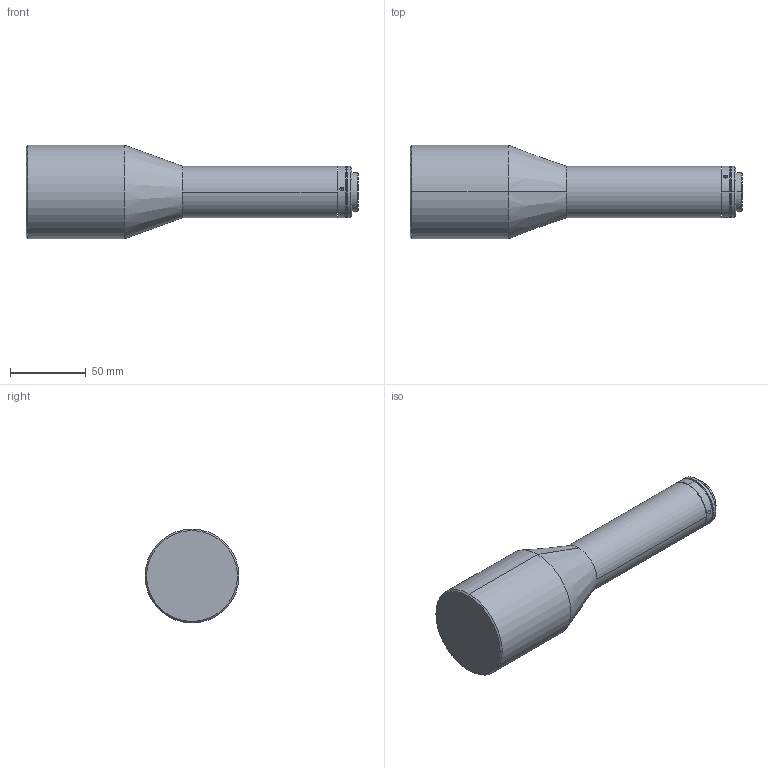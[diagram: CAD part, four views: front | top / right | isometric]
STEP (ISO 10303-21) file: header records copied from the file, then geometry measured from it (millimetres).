
FILE_DESCRIPTION (( 'STEP AP203' ), '1' );
FILE_NAME ('WWK055-220-110.STEP', '2019-12-03T06:06:34', ( 'Windows 蚚誧' ), ( '' ), 'SwSTEP 2.0', 'SolidWorks 2017', '' );
FILE_SCHEMA (( 'CONFIG_CONTROL_DESIGN' ));
Length unit declared in the file: millimetre
Products named in the file (1): WWK055-220-110
Bounding box: 219.4 x 62 x 62 mm (x, y, z)
Volume: 370961.9 mm3; surface area: 36298.7 mm2
Topology: 1 solids, 1 shells, 45 faces, 98 edges, 57 vertices
Faces by surface type: cylinder 20, cone 18, plane 7
Entity records: 1357 total; most frequent: CARTESIAN_POINT 297, DIRECTION 226, ORIENTED_EDGE 184, AXIS2_PLACEMENT_3D 94, EDGE_CURVE 92, VERTEX_POINT 57, EDGE_LOOP 53, CIRCLE 48
